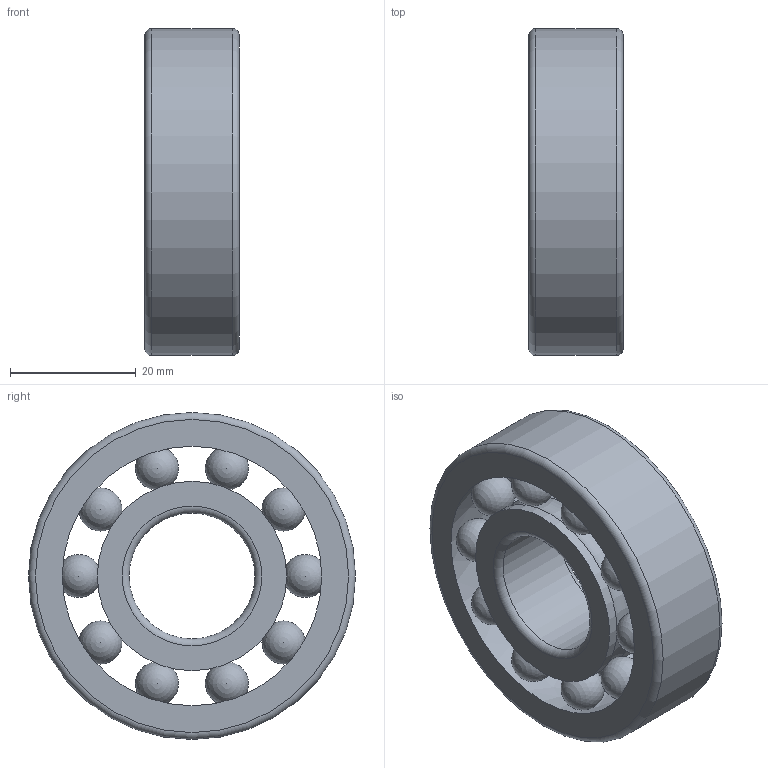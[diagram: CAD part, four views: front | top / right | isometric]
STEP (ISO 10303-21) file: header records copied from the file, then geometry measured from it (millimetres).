
FILE_DESCRIPTION(/* description */ ('STEP AP214'),/* implementation_level */ '2;1');
FILE_NAME(/* name */ '1304S',/* time_stamp */ '2024-09-28T01:32:01+02:00',/* author */ ('License CC BY-ND 4.0'),/* organization */ ('CADENAS'),/* preprocessor_version */ 'ST-DEVELOPER v19.3',/* originating_system */ 'PARTsolutions',/* authorisation */ ' ');
FILE_SCHEMA (('AUTOMOTIVE_DESIGN {1 0 10303 214 3 1 1}'));
Length unit declared in the file: millimetre
Products named in the file (4): 1304S; 1304S Inner ring; 1304S Outer ring; 1304S Ball
Assembly tree (22 placements, depth 2):
  1304S
    1304S Inner ring
    1304S Outer ring
    1304S Ball  x20
Bounding box: 15 x 52 x 52 mm (x, y, z)
Volume: 19097.3 mm3; surface area: 12047.5 mm2
Topology: 22 solids, 22 shells, 36 faces, 88 edges, 56 vertices
Faces by surface type: sphere 21, torus 6, cylinder 5, plane 4
Full cylindrical faces by diameter (mm): 20 x1, 30.112 x3, 52 x1
Entity records: 599 total; most frequent: DIRECTION 112, CARTESIAN_POINT 73, AXIS2_PLACEMENT_3D 56, FACE_BOUND 33, ORIENTED_EDGE 32, EDGE_LOOP 32, PRODUCT_DEFINITION_SHAPE 26, CONTEXT_DEPENDENT_SHAPE_REPRESENTATION 22
